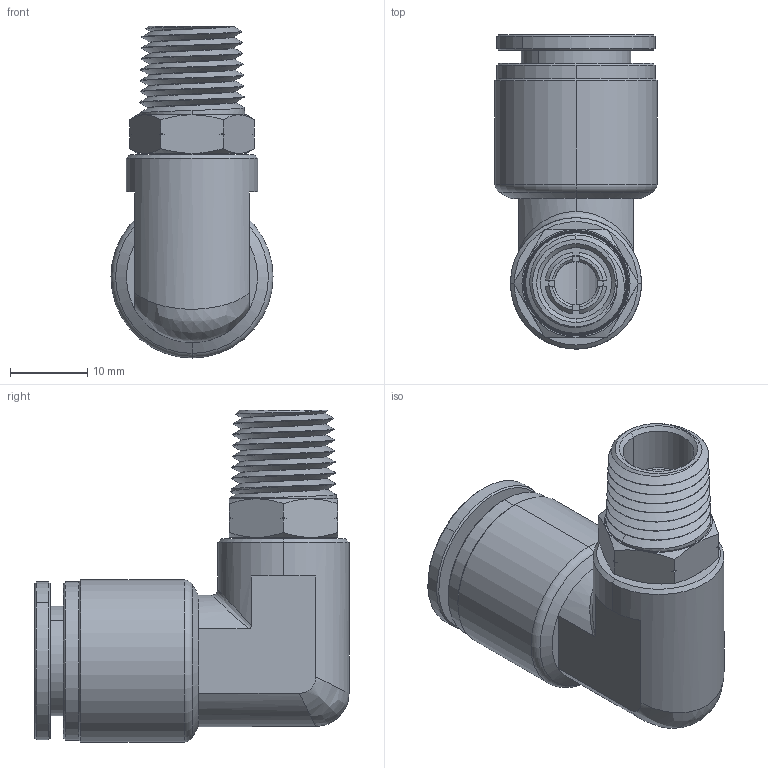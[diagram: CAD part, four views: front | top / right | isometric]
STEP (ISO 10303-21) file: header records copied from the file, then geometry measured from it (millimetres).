
FILE_DESCRIPTION (( 'STEP AP214' ), '1' );
FILE_NAME ('MES1-2N1-4W.STEP', '2018-07-23T15:51:18', ( '' ), ( '' ), 'SwSTEP 2.0', 'SolidWorks 2016', '' );
FILE_SCHEMA (( 'AUTOMOTIVE_DESIGN' ));
Length unit declared in the file: millimetre
Products named in the file (1): MES1-2N1-4W
Bounding box: 21 x 40.69 x 43 mm (x, y, z)
Volume: 9298.7 mm3; surface area: 10760.6 mm2
Topology: 7 solids, 7 shells, 570 faces, 1563 edges, 1017 vertices
Faces by surface type: plane 203, cone 202, cylinder 87, bspline 74, torus 4
Entity records: 29614 total; most frequent: CARTESIAN_POINT 9859, ORIENTED_EDGE 3122, DIRECTION 2426, EDGE_CURVE 1561, VERTEX_POINT 1017, AXIS2_PLACEMENT_3D 977, EDGE_LOOP 596, UNCERTAINTY_MEASURE_WITH_UNIT 579
